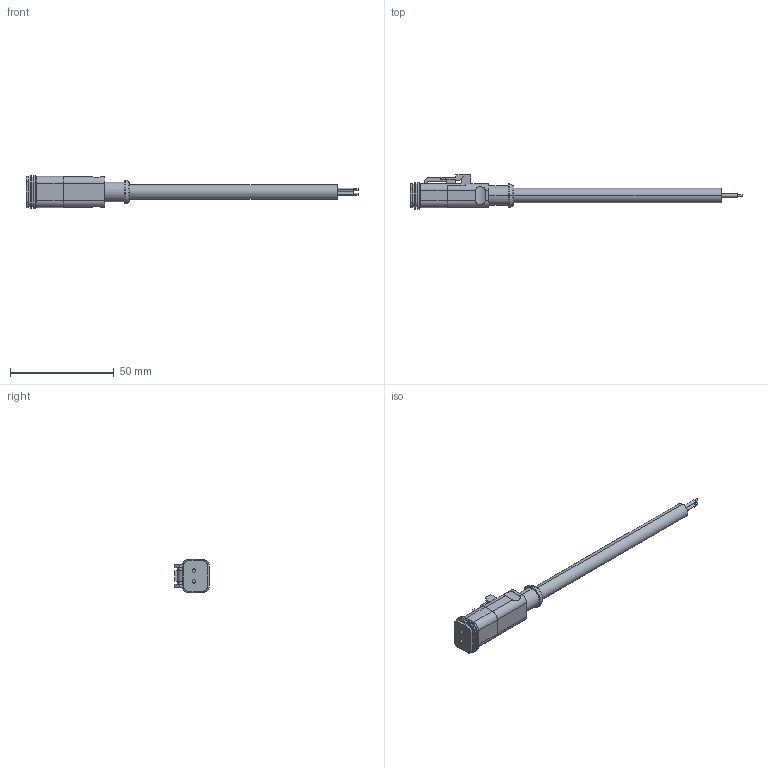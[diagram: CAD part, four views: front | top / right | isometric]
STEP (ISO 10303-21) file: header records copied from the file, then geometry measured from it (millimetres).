
FILE_DESCRIPTION(('SolidDesigner STEP Export'),'2;1');
FILE_NAME('1410724_SAC_2P_3.0_PUR_DTFS-select.stp','2014-12-09T 7:27:49',(''),(''),'Creo Elements/Direct Modeling STEP processor for AP214 (Solid Model)','Creo Elements/Direct Modeling 18.1B 29-Sep-2012 (C) Parametric Technology GmbH','');
FILE_SCHEMA(('AUTOMOTIVE_DESIGN { 1 0 10303 214 1 1 1 1 }'));
Length unit declared in the file: millimetre
Products named in the file (2): 1410724_SAC_2P_3.0_PUR_DTFS-select
Assembly tree (1 placements, depth 2):
  1410724_SAC_2P_3.0_PUR_DTFS-select
    1410724_SAC_2P_3.0_PUR_DTFS-select
Bounding box: 159.94 x 16.48 x 16 mm (x, y, z)
Volume: 11264.3 mm3; surface area: 5494.7 mm2
Topology: 1 solids, 1 shells, 153 faces, 407 edges, 271 vertices
Faces by surface type: plane 93, cylinder 58, torus 2
Entity records: 5756 total; most frequent: CARTESIAN_POINT 827, ORIENTED_EDGE 814, DIRECTION 709, EDGE_CURVE 407, VERTEX_POINT 271, VECTOR 251, LINE 251, AXIS2_PLACEMENT_3D 229
